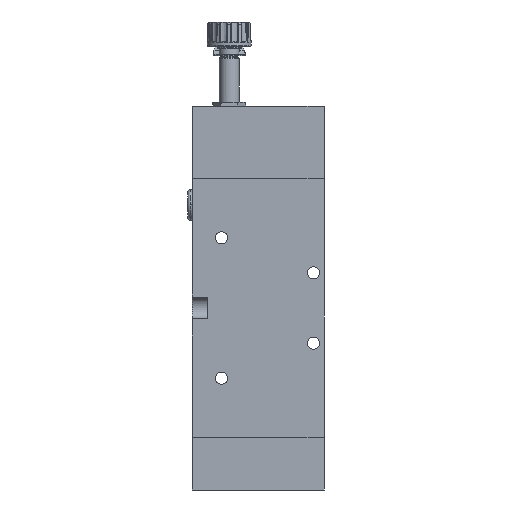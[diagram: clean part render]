
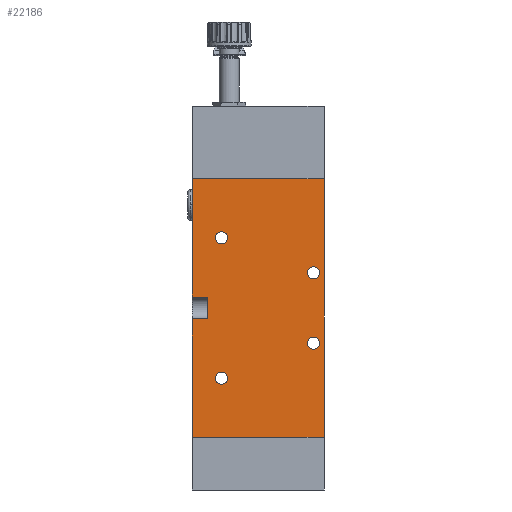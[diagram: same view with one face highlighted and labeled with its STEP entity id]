
A CAD part, left-side view. The second image highlights one B-rep face of the part: STEP entity #22186.
In plain terms, the highlighted planar face has unit normal (-1, 0, 0).
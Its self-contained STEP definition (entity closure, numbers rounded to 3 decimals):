
#417 = CARTESIAN_POINT ( 'NONE',  ( -20., 30., 118. ) ) ;
#627 = EDGE_CURVE ( 'NONE', #23690, #13705, #11983, .T. ) ;
#649 = VECTOR ( 'NONE', #14515, 1000. ) ;
#960 = VECTOR ( 'NONE', #3726, 1000. ) ;
#1259 = VERTEX_POINT ( 'NONE', #14038 ) ;
#1328 = CARTESIAN_POINT ( 'NONE',  ( -20., 30., 54. ) ) ;
#1410 = ORIENTED_EDGE ( 'NONE', *, *, #14727, .T. ) ;
#1667 = AXIS2_PLACEMENT_3D ( 'NONE', #3595, #16319, #6023 ) ;
#2122 = CIRCLE ( 'NONE', #6348, 2.75 ) ;
#2222 = CIRCLE ( 'NONE', #5331, 2.75 ) ;
#2446 = LINE ( 'NONE', #6562, #25845 ) ;
#2592 = AXIS2_PLACEMENT_3D ( 'NONE', #21620, #11156, #25848 ) ;
#2676 = LINE ( 'NONE', #10139, #960 ) ;
#3195 = CARTESIAN_POINT ( 'NONE',  ( -20., -25.2, 40.25 ) ) ;
#3547 = EDGE_CURVE ( 'NONE', #17900, #16989, #2446, .T. ) ;
#3595 = CARTESIAN_POINT ( 'NONE',  ( -20., -25.2, 43. ) ) ;
#3726 = DIRECTION ( 'NONE',  ( 0., -1., 0. ) ) ;
#3945 = CARTESIAN_POINT ( 'NONE',  ( -20., 23., 118. ) ) ;
#4151 = CIRCLE ( 'NONE', #17939, 2.75 ) ;
#4248 = DIRECTION ( 'NONE',  ( 0., 0., -1. ) ) ;
#4484 = DIRECTION ( 'NONE',  ( 0., 0., -1. ) ) ;
#4516 = DIRECTION ( 'NONE',  ( 0., 0., -1. ) ) ;
#4573 = CARTESIAN_POINT ( 'NONE',  ( -20., -30., 118. ) ) ;
#4602 = DIRECTION ( 'NONE',  ( 0., -1., 0. ) ) ;
#4609 = EDGE_CURVE ( 'NONE', #17900, #5089, #21374, .T. ) ;
#5089 = VERTEX_POINT ( 'NONE', #16552 ) ;
#5329 = LINE ( 'NONE', #4573, #25749 ) ;
#5331 = AXIS2_PLACEMENT_3D ( 'NONE', #23423, #12941, #16791 ) ;
#5619 = DIRECTION ( 'NONE',  ( 0., 0., -1. ) ) ;
#5874 = DIRECTION ( 'NONE',  ( 1., 0., 0. ) ) ;
#6023 = DIRECTION ( 'NONE',  ( 0., 0., -1. ) ) ;
#6152 = DIRECTION ( 'NONE',  ( 1., 0., 0. ) ) ;
#6175 = FACE_OUTER_BOUND ( 'NONE', #8526, .T. ) ;
#6216 = DIRECTION ( 'NONE',  ( 0., 0., -1. ) ) ;
#6326 = VECTOR ( 'NONE', #21023, 1000. ) ;
#6348 = AXIS2_PLACEMENT_3D ( 'NONE', #10322, #6152, #21081 ) ;
#6372 = ORIENTED_EDGE ( 'NONE', *, *, #21860, .T. ) ;
#6478 = ORIENTED_EDGE ( 'NONE', *, *, #8772, .T. ) ;
#6562 = CARTESIAN_POINT ( 'NONE',  ( -20., 30., 118. ) ) ;
#7341 = VERTEX_POINT ( 'NONE', #20392 ) ;
#7353 = VERTEX_POINT ( 'NONE', #1328 ) ;
#7570 = VERTEX_POINT ( 'NONE', #17128 ) ;
#7572 = ORIENTED_EDGE ( 'NONE', *, *, #627, .F. ) ;
#7974 = VERTEX_POINT ( 'NONE', #15347 ) ;
#8058 = ORIENTED_EDGE ( 'NONE', *, *, #10911, .T. ) ;
#8136 = VERTEX_POINT ( 'NONE', #3195 ) ;
#8526 = EDGE_LOOP ( 'NONE', ( #12839, #6478, #7572, #19033, #20627, #22039, #19022, #23553 ) ) ;
#8716 = EDGE_CURVE ( 'NONE', #1259, #20447, #17367, .T. ) ;
#8772 = EDGE_CURVE ( 'NONE', #16989, #13705, #2676, .T. ) ;
#9199 = VECTOR ( 'NONE', #17157, 1000. ) ;
#10139 = CARTESIAN_POINT ( 'NONE',  ( -20., -30., 64. ) ) ;
#10322 = CARTESIAN_POINT ( 'NONE',  ( -20., 16.8, 27. ) ) ;
#10374 = CARTESIAN_POINT ( 'NONE',  ( -20., -30., 0. ) ) ;
#10426 = DIRECTION ( 'NONE',  ( 0., 0., -1. ) ) ;
#10552 = CARTESIAN_POINT ( 'NONE',  ( -20., 30., 64. ) ) ;
#10813 = ORIENTED_EDGE ( 'NONE', *, *, #8716, .T. ) ;
#10911 = EDGE_CURVE ( 'NONE', #8136, #7974, #11818, .T. ) ;
#11037 = CIRCLE ( 'NONE', #25999, 2.75 ) ;
#11059 = EDGE_LOOP ( 'NONE', ( #22819, #13693 ) ) ;
#11103 = EDGE_CURVE ( 'NONE', #22422, #21841, #4151, .T. ) ;
#11156 = DIRECTION ( 'NONE',  ( 1., 0., 0. ) ) ;
#11574 = EDGE_CURVE ( 'NONE', #21841, #22422, #2122, .T. ) ;
#11818 = CIRCLE ( 'NONE', #1667, 2.75 ) ;
#11833 = FACE_BOUND ( 'NONE', #21070, .T. ) ;
#11983 = LINE ( 'NONE', #3945, #6326 ) ;
#11987 = EDGE_LOOP ( 'NONE', ( #1410, #6372 ) ) ;
#12027 = CARTESIAN_POINT ( 'NONE',  ( -20., -30., 54. ) ) ;
#12251 = EDGE_CURVE ( 'NONE', #7341, #15134, #13726, .T. ) ;
#12490 = CARTESIAN_POINT ( 'NONE',  ( -20., -25.2, 75. ) ) ;
#12792 = EDGE_CURVE ( 'NONE', #5089, #15134, #5329, .T. ) ;
#12839 = ORIENTED_EDGE ( 'NONE', *, *, #3547, .T. ) ;
#12910 = LINE ( 'NONE', #21716, #9199 ) ;
#12941 = DIRECTION ( 'NONE',  ( 1., 0., 0. ) ) ;
#13458 = CARTESIAN_POINT ( 'NONE',  ( -20., 16.8, 93.75 ) ) ;
#13676 = EDGE_CURVE ( 'NONE', #7353, #7341, #12910, .T. ) ;
#13693 = ORIENTED_EDGE ( 'NONE', *, *, #11103, .T. ) ;
#13705 = VERTEX_POINT ( 'NONE', #25674 ) ;
#13726 = LINE ( 'NONE', #21971, #27099 ) ;
#14032 = CARTESIAN_POINT ( 'NONE',  ( -20., -30., 118. ) ) ;
#14038 = CARTESIAN_POINT ( 'NONE',  ( -20., -25.2, 72.25 ) ) ;
#14476 = AXIS2_PLACEMENT_3D ( 'NONE', #12490, #5874, #10426 ) ;
#14515 = DIRECTION ( 'NONE',  ( 0., -1., 0. ) ) ;
#14711 = DIRECTION ( 'NONE',  ( 1., 0., 0. ) ) ;
#14727 = EDGE_CURVE ( 'NONE', #7570, #15386, #27198, .T. ) ;
#14823 = CARTESIAN_POINT ( 'NONE',  ( -20., -25.2, 43. ) ) ;
#14992 = CARTESIAN_POINT ( 'NONE',  ( -20., 23., 54. ) ) ;
#15134 = VERTEX_POINT ( 'NONE', #10374 ) ;
#15347 = CARTESIAN_POINT ( 'NONE',  ( -20., -25.2, 45.75 ) ) ;
#15386 = VERTEX_POINT ( 'NONE', #13458 ) ;
#16319 = DIRECTION ( 'NONE',  ( 1., 0., 0. ) ) ;
#16529 = FACE_BOUND ( 'NONE', #11059, .T. ) ;
#16540 = VECTOR ( 'NONE', #20445, 1000. ) ;
#16552 = CARTESIAN_POINT ( 'NONE',  ( -20., -30., 118. ) ) ;
#16791 = DIRECTION ( 'NONE',  ( 0., 0., -1. ) ) ;
#16851 = CARTESIAN_POINT ( 'NONE',  ( -20., -30., 118. ) ) ;
#16989 = VERTEX_POINT ( 'NONE', #10552 ) ;
#17128 = CARTESIAN_POINT ( 'NONE',  ( -20., 16.8, 88.25 ) ) ;
#17157 = DIRECTION ( 'NONE',  ( 0., 0., -1. ) ) ;
#17212 = CARTESIAN_POINT ( 'NONE',  ( -20., 16.8, 29.75 ) ) ;
#17367 = CIRCLE ( 'NONE', #14476, 2.75 ) ;
#17900 = VERTEX_POINT ( 'NONE', #417 ) ;
#17939 = AXIS2_PLACEMENT_3D ( 'NONE', #21054, #14711, #6216 ) ;
#18382 = DIRECTION ( 'NONE',  ( 1., 0., 0. ) ) ;
#18569 = EDGE_CURVE ( 'NONE', #23690, #7353, #22193, .T. ) ;
#19022 = ORIENTED_EDGE ( 'NONE', *, *, #12792, .F. ) ;
#19033 = ORIENTED_EDGE ( 'NONE', *, *, #18569, .T. ) ;
#19093 = DIRECTION ( 'NONE',  ( 1., 0., 0. ) ) ;
#19296 = CARTESIAN_POINT ( 'NONE',  ( -20., 16.8, 24.25 ) ) ;
#19566 = CARTESIAN_POINT ( 'NONE',  ( -20., -25.2, 77.75 ) ) ;
#20392 = CARTESIAN_POINT ( 'NONE',  ( -20., 30., 0. ) ) ;
#20445 = DIRECTION ( 'NONE',  ( 0., 1., 0. ) ) ;
#20447 = VERTEX_POINT ( 'NONE', #19566 ) ;
#20627 = ORIENTED_EDGE ( 'NONE', *, *, #13676, .T. ) ;
#21023 = DIRECTION ( 'NONE',  ( 0., 0., 1. ) ) ;
#21054 = CARTESIAN_POINT ( 'NONE',  ( -20., 16.8, 27. ) ) ;
#21070 = EDGE_LOOP ( 'NONE', ( #8058, #25421 ) ) ;
#21081 = DIRECTION ( 'NONE',  ( 0., 0., -1. ) ) ;
#21374 = LINE ( 'NONE', #16851, #649 ) ;
#21620 = CARTESIAN_POINT ( 'NONE',  ( -20., 16.8, 91. ) ) ;
#21716 = CARTESIAN_POINT ( 'NONE',  ( -20., 30., 118. ) ) ;
#21841 = VERTEX_POINT ( 'NONE', #19296 ) ;
#21860 = EDGE_CURVE ( 'NONE', #15386, #7570, #2222, .T. ) ;
#21971 = CARTESIAN_POINT ( 'NONE',  ( -20., -30., 0. ) ) ;
#22039 = ORIENTED_EDGE ( 'NONE', *, *, #12251, .T. ) ;
#22186 = ADVANCED_FACE ( 'NONE', ( #25883, #11833, #6175, #26888, #16529 ), #22638, .F. ) ;
#22193 = LINE ( 'NONE', #12027, #16540 ) ;
#22422 = VERTEX_POINT ( 'NONE', #17212 ) ;
#22638 = PLANE ( 'NONE',  #26642 ) ;
#22724 = EDGE_CURVE ( 'NONE', #20447, #1259, #23154, .T. ) ;
#22819 = ORIENTED_EDGE ( 'NONE', *, *, #11574, .T. ) ;
#22847 = ORIENTED_EDGE ( 'NONE', *, *, #22724, .T. ) ;
#22976 = CARTESIAN_POINT ( 'NONE',  ( -20., -25.2, 75. ) ) ;
#23154 = CIRCLE ( 'NONE', #26479, 2.75 ) ;
#23423 = CARTESIAN_POINT ( 'NONE',  ( -20., 16.8, 91. ) ) ;
#23553 = ORIENTED_EDGE ( 'NONE', *, *, #4609, .F. ) ;
#23690 = VERTEX_POINT ( 'NONE', #14992 ) ;
#23724 = EDGE_CURVE ( 'NONE', #7974, #8136, #11037, .T. ) ;
#24800 = DIRECTION ( 'NONE',  ( 0., 0., -1. ) ) ;
#25421 = ORIENTED_EDGE ( 'NONE', *, *, #23724, .T. ) ;
#25674 = CARTESIAN_POINT ( 'NONE',  ( -20., 23., 64. ) ) ;
#25749 = VECTOR ( 'NONE', #4484, 1000. ) ;
#25845 = VECTOR ( 'NONE', #4516, 1000. ) ;
#25848 = DIRECTION ( 'NONE',  ( 0., 0., -1. ) ) ;
#25883 = FACE_BOUND ( 'NONE', #27293, .T. ) ;
#25999 = AXIS2_PLACEMENT_3D ( 'NONE', #14823, #19093, #4248 ) ;
#26479 = AXIS2_PLACEMENT_3D ( 'NONE', #22976, #18382, #5619 ) ;
#26642 = AXIS2_PLACEMENT_3D ( 'NONE', #14032, #26850, #24800 ) ;
#26850 = DIRECTION ( 'NONE',  ( 1., 0., 0. ) ) ;
#26888 = FACE_BOUND ( 'NONE', #11987, .T. ) ;
#27099 = VECTOR ( 'NONE', #4602, 1000. ) ;
#27198 = CIRCLE ( 'NONE', #2592, 2.75 ) ;
#27293 = EDGE_LOOP ( 'NONE', ( #10813, #22847 ) ) ;
